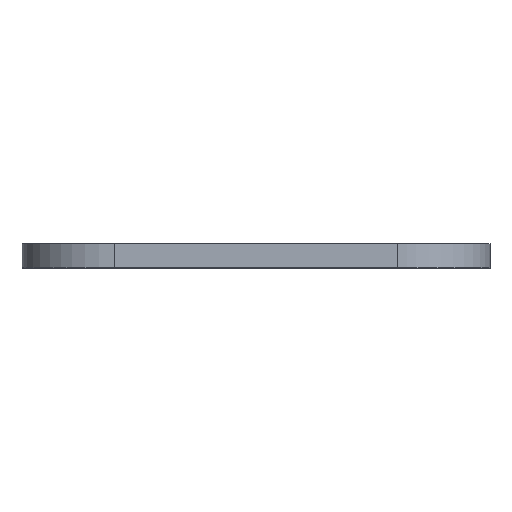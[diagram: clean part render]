
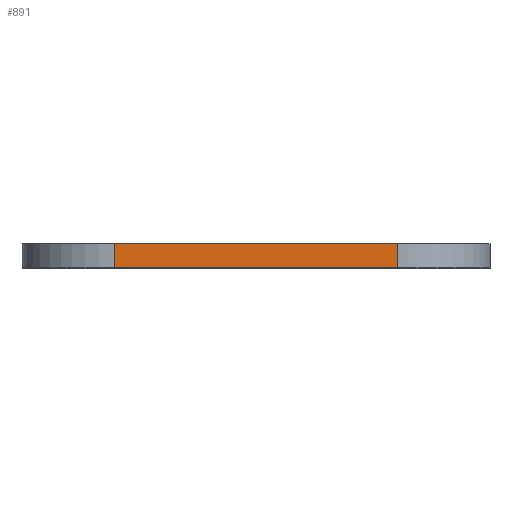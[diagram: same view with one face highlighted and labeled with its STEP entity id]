
A CAD part, top view. The second image highlights one B-rep face of the part: STEP entity #891.
In plain terms, the highlighted free-form (B-spline) face has degree [1, 1] with [2, 2] control points.
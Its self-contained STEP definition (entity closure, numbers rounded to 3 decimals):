
#436 = VERTEX_POINT('',#437);
#437 = CARTESIAN_POINT('',(-26.168,4.46,
    35.832));
#443 = EDGE_CURVE('',#436,#444,#446,.T.);
#444 = VERTEX_POINT('',#445);
#445 = CARTESIAN_POINT('',(26.168,4.46,
    35.832));
#446 = B_SPLINE_CURVE_WITH_KNOTS('',1,(#447,#448),.UNSPECIFIED.,.F.,.F.,
  (2,2),(-17.6,17.6),.PIECEWISE_BEZIER_KNOTS.);
#447 = CARTESIAN_POINT('',(-26.168,4.46,
    35.832));
#448 = CARTESIAN_POINT('',(26.168,4.46,
    35.832));
#575 = VERTEX_POINT('',#576);
#576 = CARTESIAN_POINT('',(26.168,0.,35.832));
#582 = EDGE_CURVE('',#583,#575,#585,.T.);
#583 = VERTEX_POINT('',#584);
#584 = CARTESIAN_POINT('',(-26.168,0.,35.832));
#585 = B_SPLINE_CURVE_WITH_KNOTS('',1,(#586,#587),.UNSPECIFIED.,.F.,.F.,
  (2,2),(-17.6,17.6),.PIECEWISE_BEZIER_KNOTS.);
#586 = CARTESIAN_POINT('',(-26.168,0.,35.832));
#587 = CARTESIAN_POINT('',(26.168,0.,35.832));
#878 = EDGE_CURVE('',#436,#583,#879,.T.);
#879 = B_SPLINE_CURVE_WITH_KNOTS('',1,(#880,#881),.UNSPECIFIED.,.F.,.F.,
  (2,2),(0.,3.),.PIECEWISE_BEZIER_KNOTS.);
#880 = CARTESIAN_POINT('',(-26.168,4.46,
    35.832));
#881 = CARTESIAN_POINT('',(-26.168,0.,35.832));
#891 = ADVANCED_FACE('',(#892),#902,.F.);
#892 = FACE_BOUND('',#893,.T.);
#893 = EDGE_LOOP('',(#894,#895,#900,#901));
#894 = ORIENTED_EDGE('',*,*,#582,.T.);
#895 = ORIENTED_EDGE('',*,*,#896,.F.);
#896 = EDGE_CURVE('',#444,#575,#897,.T.);
#897 = B_SPLINE_CURVE_WITH_KNOTS('',1,(#898,#899),.UNSPECIFIED.,.F.,.F.,
  (2,2),(0.,3.),.PIECEWISE_BEZIER_KNOTS.);
#898 = CARTESIAN_POINT('',(26.168,4.46,
    35.832));
#899 = CARTESIAN_POINT('',(26.168,0.,35.832));
#900 = ORIENTED_EDGE('',*,*,#443,.F.);
#901 = ORIENTED_EDGE('',*,*,#878,.T.);
#902 = B_SPLINE_SURFACE_WITH_KNOTS('',1,1,(
    (#903,#904)
    ,(#905,#906
    )),.UNSPECIFIED.,.F.,.F.,.F.,(2,2),(2,2),(-17.6,17.6),(-3.,0.),
  .PIECEWISE_BEZIER_KNOTS.);
#903 = CARTESIAN_POINT('',(26.168,0.,35.832));
#904 = CARTESIAN_POINT('',(26.168,4.46,
    35.832));
#905 = CARTESIAN_POINT('',(-26.168,0.,35.832));
#906 = CARTESIAN_POINT('',(-26.168,4.46,
    35.832));
